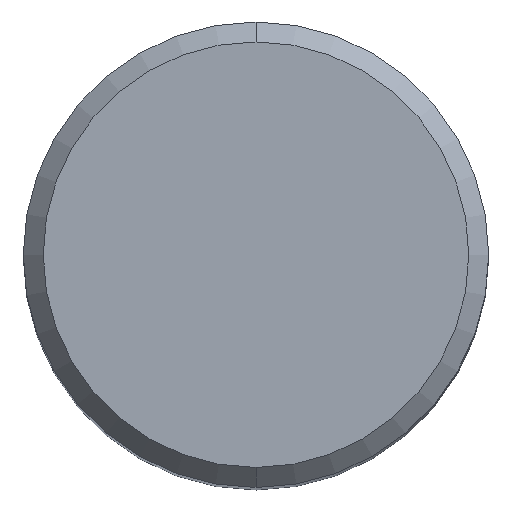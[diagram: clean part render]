
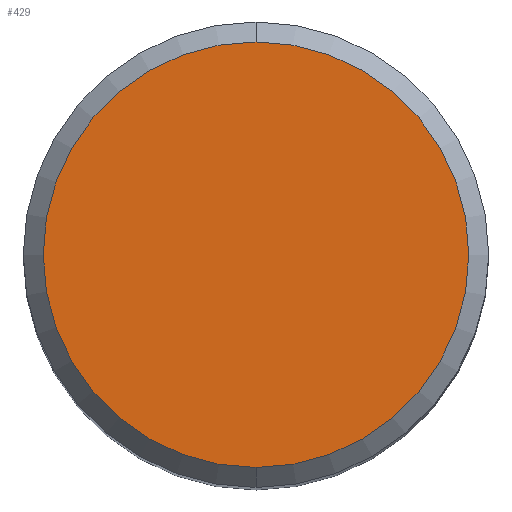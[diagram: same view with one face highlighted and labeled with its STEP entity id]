
A CAD part, top view. The second image highlights one B-rep face of the part: STEP entity #429.
In plain terms, the highlighted planar face has unit normal (0, 0, 1).
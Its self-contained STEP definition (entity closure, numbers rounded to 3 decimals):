
#225=EDGE_CURVE('',#229,#345,#522,.T.);
#229=VERTEX_POINT('',#526);
#233=EDGE_CURVE('',#345,#229,#530,.T.);
#345=VERTEX_POINT('',#656);
#429=ADVANCED_FACE('',(#747),#748,.T.);
#522=CIRCLE('',#922,6.4);
#526=CARTESIAN_POINT('',(0.0,6.4,0.0));
#530=CIRCLE('',#955,6.4);
#656=CARTESIAN_POINT('',(0.,-6.4,0.0));
#747=FACE_OUTER_BOUND('',#1376,.T.);
#748=PLANE('',#1377);
#922=AXIS2_PLACEMENT_3D('',#1519,#1520,#1521);
#955=AXIS2_PLACEMENT_3D('',#1522,#1523,#1524);
#1376=EDGE_LOOP('',(#1774,#1775));
#1377=AXIS2_PLACEMENT_3D('',#1776,#1777,#1778);
#1519=CARTESIAN_POINT('',(0.0,0.0,0.0));
#1520=DIRECTION('',(0.0,0.0,-1.0));
#1521=DIRECTION('',(0.0,1.0,0.0));
#1522=CARTESIAN_POINT('',(0.0,0.0,0.0));
#1523=DIRECTION('',(0.0,0.0,-1.0));
#1524=DIRECTION('',(0.0,1.0,0.0));
#1774=ORIENTED_EDGE('',*,*,#225,.F.);
#1775=ORIENTED_EDGE('',*,*,#233,.F.);
#1776=CARTESIAN_POINT('',(0.0,3.2,0.0));
#1777=DIRECTION('',(-0.0,0.0,1.0));
#1778=DIRECTION('',(0.0,-1.0,0.0));
